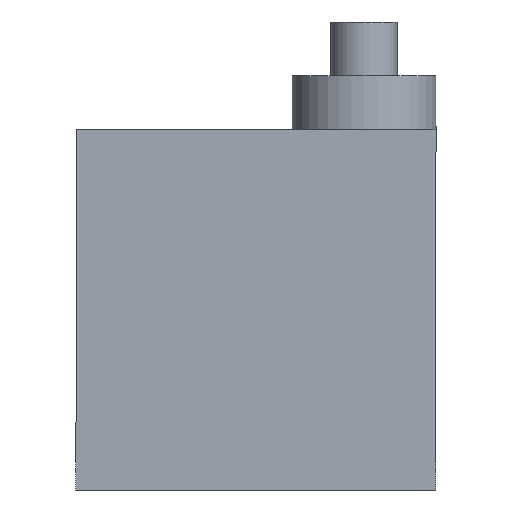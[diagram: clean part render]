
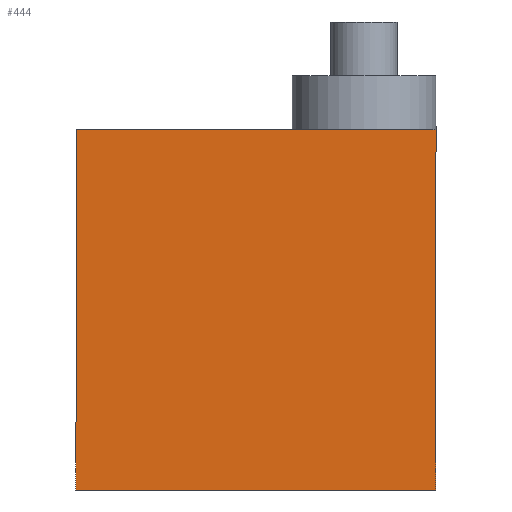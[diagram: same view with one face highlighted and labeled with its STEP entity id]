
A CAD part, front view. The second image highlights one B-rep face of the part: STEP entity #444.
In plain terms, the highlighted planar face has unit normal (0, -1, 0).
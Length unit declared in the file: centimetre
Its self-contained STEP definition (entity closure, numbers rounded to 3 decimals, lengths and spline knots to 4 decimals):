
#9 = EDGE_CURVE ( 'NONE', #170, #280, #431, .T. ) ;
#15 = CARTESIAN_POINT ( 'NONE',  ( 0., 0., 2. ) ) ;
#25 = CARTESIAN_POINT ( 'NONE',  ( 1.6, 0., 2. ) ) ;
#45 = VECTOR ( 'NONE', #375, 100. ) ;
#56 = CARTESIAN_POINT ( 'NONE',  ( 0., 0., 0. ) ) ;
#82 = VECTOR ( 'NONE', #224, 100. ) ;
#90 = VECTOR ( 'NONE', #301, 100. ) ;
#106 = EDGE_CURVE ( 'NONE', #439, #240, #183, .T. ) ;
#114 = CARTESIAN_POINT ( 'NONE',  ( 0., 0., 2. ) ) ;
#127 = AXIS2_PLACEMENT_3D ( 'NONE', #114, #395, #238 ) ;
#158 = VERTEX_POINT ( 'NONE', #223 ) ;
#170 = VERTEX_POINT ( 'NONE', #15 ) ;
#175 = EDGE_CURVE ( 'NONE', #158, #240, #296, .T. ) ;
#180 = EDGE_CURVE ( 'NONE', #280, #439, #202, .T. ) ;
#183 = LINE ( 'NONE', #256, #45 ) ;
#202 = LINE ( 'NONE', #420, #90 ) ;
#216 = DIRECTION ( 'NONE',  ( 1., 0., 0. ) ) ;
#218 = ORIENTED_EDGE ( 'NONE', *, *, #175, .T. ) ;
#223 = CARTESIAN_POINT ( 'NONE',  ( 0., 0., 0. ) ) ;
#224 = DIRECTION ( 'NONE',  ( 1., 0., 0. ) ) ;
#229 = DIRECTION ( 'NONE',  ( 0., 0., -1. ) ) ;
#234 = ORIENTED_EDGE ( 'NONE', *, *, #180, .F. ) ;
#238 = DIRECTION ( 'NONE',  ( 0., 0., 1. ) ) ;
#240 = VERTEX_POINT ( 'NONE', #303 ) ;
#256 = CARTESIAN_POINT ( 'NONE',  ( 2., 0., 2. ) ) ;
#268 = CARTESIAN_POINT ( 'NONE',  ( 0., 0., 2. ) ) ;
#280 = VERTEX_POINT ( 'NONE', #25 ) ;
#296 = LINE ( 'NONE', #56, #82 ) ;
#301 = DIRECTION ( 'NONE',  ( 1., 0., 0. ) ) ;
#303 = CARTESIAN_POINT ( 'NONE',  ( 2., 0., 0. ) ) ;
#318 = CARTESIAN_POINT ( 'NONE',  ( 2., 0., 2. ) ) ;
#334 = EDGE_CURVE ( 'NONE', #170, #158, #467, .T. ) ;
#346 = ORIENTED_EDGE ( 'NONE', *, *, #334, .T. ) ;
#357 = PLANE ( 'NONE',  #127 ) ;
#358 = ORIENTED_EDGE ( 'NONE', *, *, #106, .F. ) ;
#371 = CARTESIAN_POINT ( 'NONE',  ( 0., 0., 2. ) ) ;
#375 = DIRECTION ( 'NONE',  ( 0., 0., -1. ) ) ;
#395 = DIRECTION ( 'NONE',  ( 0., 1., 0. ) ) ;
#406 = VECTOR ( 'NONE', #216, 100. ) ;
#420 = CARTESIAN_POINT ( 'NONE',  ( 0., 0., 2. ) ) ;
#431 = LINE ( 'NONE', #371, #406 ) ;
#439 = VERTEX_POINT ( 'NONE', #318 ) ;
#444 = ADVANCED_FACE ( 'NONE', ( #492 ), #357, .F. ) ;
#454 = VECTOR ( 'NONE', #229, 100. ) ;
#467 = LINE ( 'NONE', #268, #454 ) ;
#478 = EDGE_LOOP ( 'NONE', ( #218, #358, #234, #518, #346 ) ) ;
#492 = FACE_OUTER_BOUND ( 'NONE', #478, .T. ) ;
#518 = ORIENTED_EDGE ( 'NONE', *, *, #9, .F. ) ;
